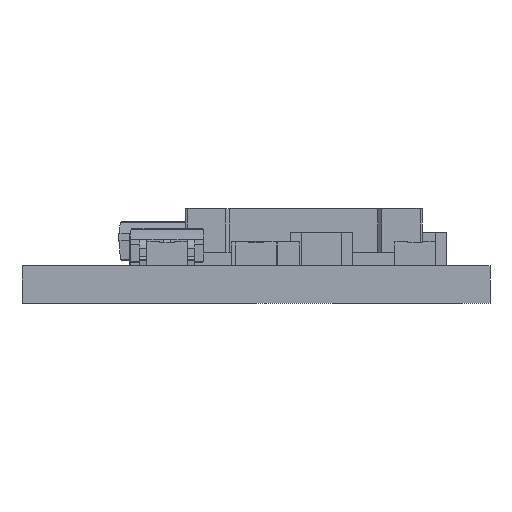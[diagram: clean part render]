
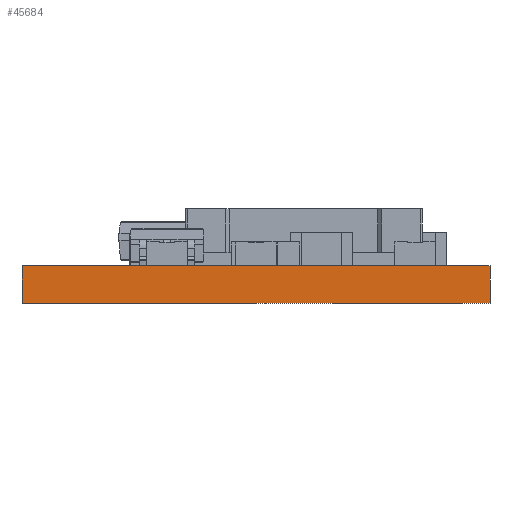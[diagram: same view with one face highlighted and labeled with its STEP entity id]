
A CAD part, front view. The second image highlights one B-rep face of the part: STEP entity #45684.
In plain terms, the highlighted planar face has unit normal (0, -1, 0).
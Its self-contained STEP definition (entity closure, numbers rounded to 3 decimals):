
#3783 = VERTEX_POINT ( 'NONE', #36495 ) ;
#4144 = DIRECTION ( 'NONE',  ( 0., 0., -1. ) ) ;
#6729 = VECTOR ( 'NONE', #10536, 1000. ) ;
#7158 = VERTEX_POINT ( 'NONE', #35813 ) ;
#9945 = CARTESIAN_POINT ( 'NONE',  ( 0., 0., 1.016 ) ) ;
#10050 = DIRECTION ( 'NONE',  ( 1., 0., 0. ) ) ;
#10536 = DIRECTION ( 'NONE',  ( 1., 0., 0. ) ) ;
#12846 = VECTOR ( 'NONE', #10050, 1000. ) ;
#13940 = DIRECTION ( 'NONE',  ( 0., 0., 1. ) ) ;
#16067 = LINE ( 'NONE', #46695, #18035 ) ;
#16809 = EDGE_CURVE ( 'NONE', #35732, #38375, #43938, .T. ) ;
#18035 = VECTOR ( 'NONE', #4144, 1000. ) ;
#18626 = AXIS2_PLACEMENT_3D ( 'NONE', #9945, #37068, #13940 ) ;
#19695 = LINE ( 'NONE', #31162, #30679 ) ;
#20984 = CARTESIAN_POINT ( 'NONE',  ( 0., 0., 0. ) ) ;
#22005 = EDGE_LOOP ( 'NONE', ( #41673, #46201, #39304, #33253 ) ) ;
#28896 = EDGE_CURVE ( 'NONE', #3783, #7158, #29415, .T. ) ;
#29008 = EDGE_CURVE ( 'NONE', #3783, #35732, #19695, .T. ) ;
#29415 = LINE ( 'NONE', #33646, #6729 ) ;
#30679 = VECTOR ( 'NONE', #46368, 1000. ) ;
#31162 = CARTESIAN_POINT ( 'NONE',  ( 0., 0., 1.016 ) ) ;
#33253 = ORIENTED_EDGE ( 'NONE', *, *, #29008, .T. ) ;
#33646 = CARTESIAN_POINT ( 'NONE',  ( 0., 0., 1.016 ) ) ;
#35732 = VERTEX_POINT ( 'NONE', #42217 ) ;
#35813 = CARTESIAN_POINT ( 'NONE',  ( 12.7, 0., 1.016 ) ) ;
#36495 = CARTESIAN_POINT ( 'NONE',  ( 0., 0., 1.016 ) ) ;
#37068 = DIRECTION ( 'NONE',  ( 0., 1., 0. ) ) ;
#38375 = VERTEX_POINT ( 'NONE', #46904 ) ;
#39304 = ORIENTED_EDGE ( 'NONE', *, *, #28896, .F. ) ;
#40178 = EDGE_CURVE ( 'NONE', #7158, #38375, #16067, .T. ) ;
#40602 = PLANE ( 'NONE',  #18626 ) ;
#41673 = ORIENTED_EDGE ( 'NONE', *, *, #16809, .T. ) ;
#42217 = CARTESIAN_POINT ( 'NONE',  ( 0., 0., 0. ) ) ;
#43938 = LINE ( 'NONE', #20984, #12846 ) ;
#45684 = ADVANCED_FACE ( 'NONE', ( #48036 ), #40602, .F. ) ;
#46201 = ORIENTED_EDGE ( 'NONE', *, *, #40178, .F. ) ;
#46368 = DIRECTION ( 'NONE',  ( 0., 0., -1. ) ) ;
#46695 = CARTESIAN_POINT ( 'NONE',  ( 12.7, 0., 1.016 ) ) ;
#46904 = CARTESIAN_POINT ( 'NONE',  ( 12.7, 0., 0. ) ) ;
#48036 = FACE_OUTER_BOUND ( 'NONE', #22005, .T. ) ;
